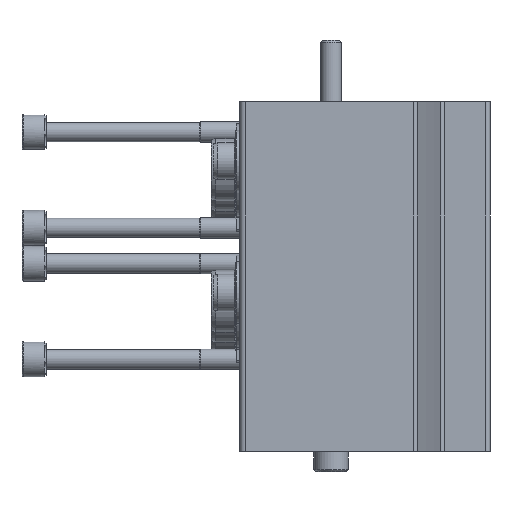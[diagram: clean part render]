
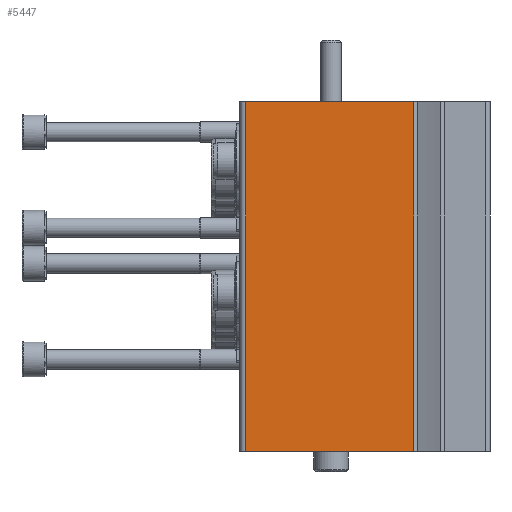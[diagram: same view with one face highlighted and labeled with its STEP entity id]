
A CAD part, left-side view. The second image highlights one B-rep face of the part: STEP entity #5447.
In plain terms, the highlighted planar face has unit normal (-1, 0, 0).
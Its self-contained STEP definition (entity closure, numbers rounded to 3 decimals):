
#147=PLANE('',#5874);
#689=ORIENTED_EDGE('',*,*,#2179,.F.);
#690=ORIENTED_EDGE('',*,*,#2178,.F.);
#691=ORIENTED_EDGE('',*,*,#2180,.T.);
#692=ORIENTED_EDGE('',*,*,#2181,.T.);
#2178=EDGE_CURVE('',#2923,#2921,#3442,.T.);
#2179=EDGE_CURVE('',#2921,#2924,#3443,.T.);
#2180=EDGE_CURVE('',#2923,#2925,#3444,.T.);
#2181=EDGE_CURVE('',#2925,#2924,#3445,.T.);
#2921=VERTEX_POINT('',#8501);
#2923=VERTEX_POINT('',#8505);
#2924=VERTEX_POINT('',#8509);
#2925=VERTEX_POINT('',#8511);
#3442=LINE('',#8506,#3856);
#3443=LINE('',#8508,#3857);
#3444=LINE('',#8510,#3858);
#3445=LINE('',#8512,#3859);
#3856=VECTOR('',#6579,1000.);
#3857=VECTOR('',#6582,1000.);
#3858=VECTOR('',#6583,1000.);
#3859=VECTOR('',#6584,1000.);
#4282=EDGE_LOOP('',(#689,#690,#691,#692));
#4812=FACE_BOUND('',#4282,.T.);
#5447=ADVANCED_FACE('',(#4812),#147,.T.);
#5874=AXIS2_PLACEMENT_3D('',#8507,#6580,#6581);
#6579=DIRECTION('',(0.,0.,1.));
#6580=DIRECTION('',(-1.,0.,0.));
#6581=DIRECTION('',(0.,0.,1.));
#6582=DIRECTION('',(0.,-1.,0.));
#6583=DIRECTION('',(0.,-1.,0.));
#6584=DIRECTION('',(0.,0.,1.));
#8501=CARTESIAN_POINT('',(-72.,59.5,0.));
#8505=CARTESIAN_POINT('',(-72.,59.5,-85.));
#8506=CARTESIAN_POINT('',(-72.,59.5,-85.));
#8507=CARTESIAN_POINT('',(-72.,59.5,-85.));
#8508=CARTESIAN_POINT('',(-72.,59.5,0.));
#8509=CARTESIAN_POINT('',(-72.,18.514,0.));
#8510=CARTESIAN_POINT('',(-72.,59.5,-85.));
#8511=CARTESIAN_POINT('',(-72.,18.514,-85.));
#8512=CARTESIAN_POINT('',(-72.,18.514,-85.));
